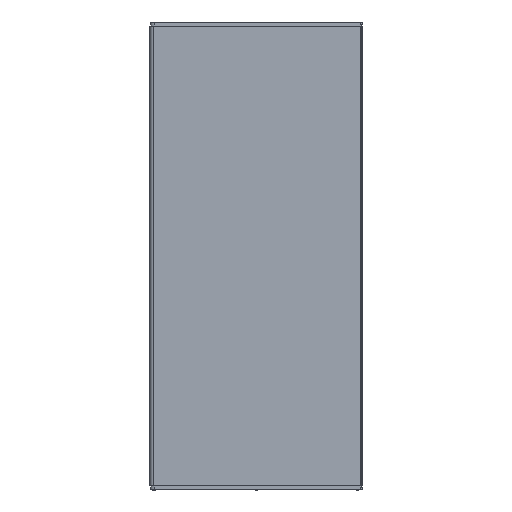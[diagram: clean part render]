
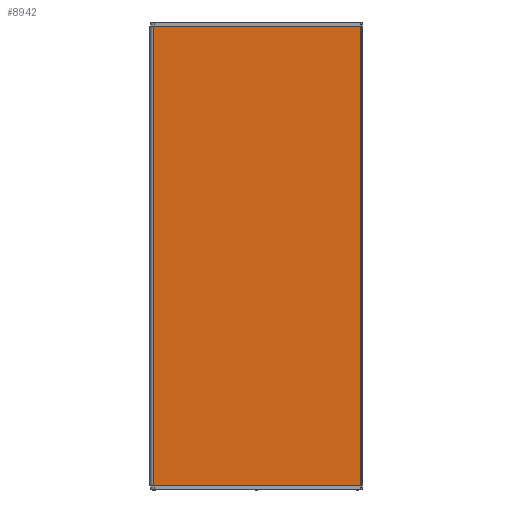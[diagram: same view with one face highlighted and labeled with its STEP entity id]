
A CAD part, front view. The second image highlights one B-rep face of the part: STEP entity #8942.
In plain terms, the highlighted face is planar.
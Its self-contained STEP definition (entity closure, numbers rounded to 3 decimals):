
#2107=ORIENTED_EDGE('',*,*,#4225,.T.);
#2108=ORIENTED_EDGE('',*,*,#4226,.F.);
#2109=ORIENTED_EDGE('',*,*,#4227,.F.);
#2110=ORIENTED_EDGE('',*,*,#4228,.T.);
#4225=EDGE_CURVE('',#5386,#5387,#6188,.T.);
#4226=EDGE_CURVE('',#5388,#5387,#6189,.T.);
#4227=EDGE_CURVE('',#5389,#5388,#6190,.T.);
#4228=EDGE_CURVE('',#5389,#5386,#6191,.T.);
#5386=VERTEX_POINT('',#14668);
#5387=VERTEX_POINT('',#14669);
#5388=VERTEX_POINT('',#14671);
#5389=VERTEX_POINT('',#14673);
#6188=LINE('',#14667,#6897);
#6189=LINE('',#14670,#6898);
#6190=LINE('',#14672,#6899);
#6191=LINE('',#14674,#6900);
#6897=VECTOR('',#11584,1000.);
#6898=VECTOR('',#11585,1000.);
#6899=VECTOR('',#11586,1000.);
#6900=VECTOR('',#11587,1000.);
#7588=EDGE_LOOP('',(#2107,#2108,#2109,#2110));
#8184=FACE_BOUND('',#7588,.T.);
#8594=PLANE('',#9748);
#8942=ADVANCED_FACE('',(#8184),#8594,.F.);
#9748=AXIS2_PLACEMENT_3D('',#14666,#11582,#11583);
#11582=DIRECTION('',(0.,-1.,0.));
#11583=DIRECTION('',(0.,0.,-1.));
#11584=DIRECTION('',(-1.,0.,0.));
#11585=DIRECTION('',(0.,0.,-1.));
#11586=DIRECTION('',(-1.,0.,0.));
#11587=DIRECTION('',(0.,0.,-1.));
#14666=CARTESIAN_POINT('',(298.2,40.,650.));
#14667=CARTESIAN_POINT('',(298.2,40.,0.));
#14668=CARTESIAN_POINT('',(298.2,40.,0.));
#14669=CARTESIAN_POINT('',(5.,40.,0.));
#14670=CARTESIAN_POINT('',(5.,40.,650.));
#14671=CARTESIAN_POINT('',(5.,40.,650.));
#14672=CARTESIAN_POINT('',(298.2,40.,650.));
#14673=CARTESIAN_POINT('',(298.2,40.,650.));
#14674=CARTESIAN_POINT('',(298.2,40.,650.));
